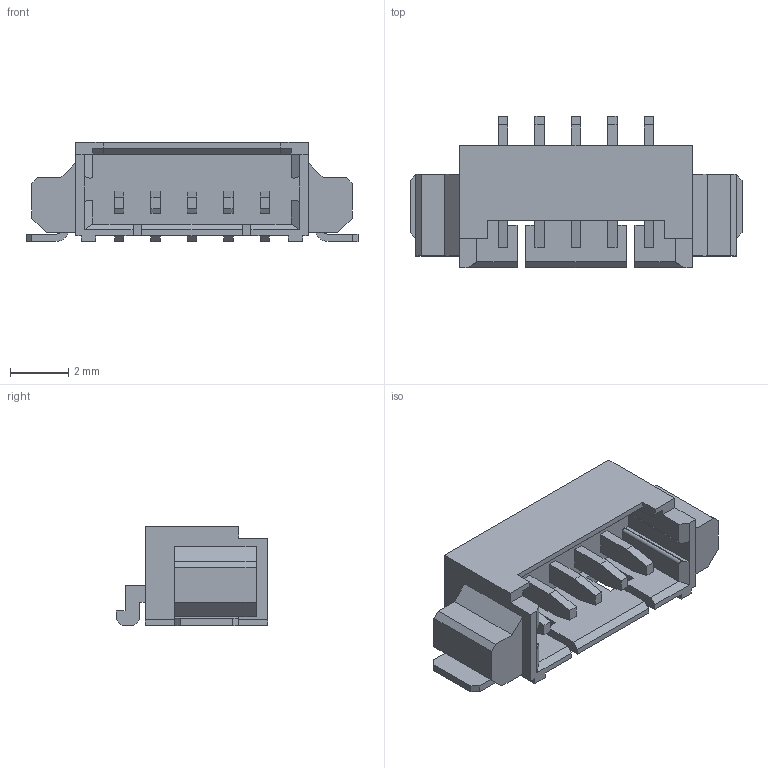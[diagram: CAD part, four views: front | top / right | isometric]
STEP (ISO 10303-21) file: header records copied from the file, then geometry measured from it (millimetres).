
FILE_DESCRIPTION(('STEP AP242'),'1');
FILE_NAME('0532610571.stp','2024-11-07T16:24:26',('TraceParts'),('TraceParts S.A.'),'Spatial InterOp 3D',' ',' ');
FILE_SCHEMA(('AP242_MANAGED_MODEL_BASED_3D_ENGINEERING_MIM_LF {1 0 10303 442 1 1 4}'));
Length unit declared in the file: millimetre
Products named in the file (1): 0532610571
Bounding box: 11.4 x 5.2 x 3.4 mm (x, y, z)
Volume: 73.2 mm3; surface area: 254.7 mm2
Topology: 1 solids, 1 shells, 198 faces, 546 edges, 362 vertices
Faces by surface type: plane 186, cylinder 12
Entity records: 6211 total; most frequent: CARTESIAN_POINT 1107, ORIENTED_EDGE 1092, DIRECTION 968, EDGE_CURVE 546, LINE 522, VECTOR 522, VERTEX_POINT 362, AXIS2_PLACEMENT_3D 223
